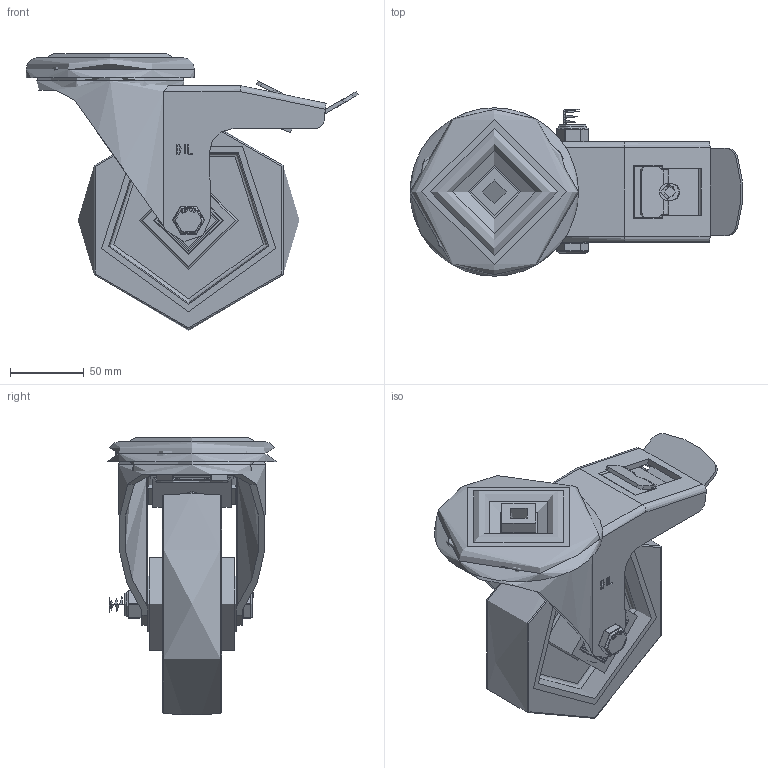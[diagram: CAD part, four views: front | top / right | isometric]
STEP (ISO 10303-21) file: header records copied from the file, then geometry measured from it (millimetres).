
FILE_DESCRIPTION(/* description */ (''),/* implementation_level */ '2;1');
FILE_NAME(/* name */ 'SSMM150NPBJBH16SWB.step',/* time_stamp */ '2024-08-30T14:41:57+01:00',/* author */ (''),/* organization */ (''),/* preprocessor_version */ 'ST-DEVELOPER v20',/* originating_system */ 'Autodesk Translation Framework v13.14.0.145',/* authorisation */ '');
FILE_SCHEMA (('AUTOMOTIVE_DESIGN { 1 0 10303 214 3 1 1 }'));
Length unit declared in the file: millimetre
Products named in the file (36): SSMM150NPBJBH16SWB; SSMM150ASBH16SWB v1; STAINLESS STEEL HEAD; STAINLESS STEEL FORKS; STAINLESS STEEL BRAKE PEDAL; ZINC PLATED, PRESSED STEEL BRAKE PEDAL Geometry; WASHER; BRAKE BOLT; BRAKE PAD; BZH150WNPBJM2060 v1; POLYURETHANE TYRE; NYLON RIM; BEARING6204; BALL BEARINGS; BEARING6204 (1); BALL BEARINGS (1); Component3; INNER; OUTER; MIDDLE; RUBBER; BEARING SPACER; TUBEM20X60SS v1; STAINLESS STEEL TUBE; BOLTM12X90A2 v2; STAINLESS STEEL BOLT; WP20X40X2 v1; NYLON WASHER; Component1; WP20X40X2 v1 (1); NYLON WASHER (1); Component1 (1); NM12NYA2THIN v1; NYLOC STAINLESS STEEL NUT; NUT; RUBBER (1)
Assembly tree (54 placements, depth 5):
  SSMM150NPBJBH16SWB
    SSMM150ASBH16SWB v1
      STAINLESS STEEL HEAD
      STAINLESS STEEL FORKS
      STAINLESS STEEL BRAKE PEDAL
        ZINC PLATED, PRESSED STEEL BRAKE PEDAL Geometry
        WASHER
        BRAKE BOLT
      BRAKE PAD
    BZH150WNPBJM2060 v1
      POLYURETHANE TYRE
      NYLON RIM
      BEARING6204
        INNER
        OUTER
        BALL BEARINGS
          Component3  x8
        MIDDLE
        RUBBER
      BEARING6204 (1)
        BALL BEARINGS (1)
          Component3  x8
        INNER
        OUTER
        MIDDLE
        RUBBER
      BEARING SPACER
    TUBEM20X60SS v1
      STAINLESS STEEL TUBE
    BOLTM12X90A2 v2
      STAINLESS STEEL BOLT
    WP20X40X2 v1
      NYLON WASHER
        Component1
    WP20X40X2 v1 (1)
      NYLON WASHER (1)
        Component1 (1)
    NM12NYA2THIN v1
      NYLOC STAINLESS STEEL NUT
        NUT
        RUBBER (1)
Bounding box: 224.62 x 114 x 187.87 mm (x, y, z)
Volume: 725047 mm3; surface area: 289618 mm2
Topology: 41 solids, 41 shells, 1266 faces, 3239 edges, 2134 vertices
Faces by surface type: plane 543, bspline 359, cylinder 248, sphere 72, torus 32, cone 12
Full cylindrical faces by diameter (mm): 8 x11, 9.836 x18, 10 x1, 10.273 x1, 11.834 x18, 12 x3, 12.2 x2, 12.5 x1, 14 x2, 15.273 x1, 16.2 x1, 17.75 x1, 18.5 x1, 19.9 x1, 20 x3, 21 x2, 24 x1, 27 x2, 28.5 x8, 30.8 x4, 31.3 x4, 32.5 x3, 37.5 x2, 40.3 x4, 40.5 x4, 40.8 x4, 41 x1, 42 x11, 47 x5, 51.5 x1
Entity records: 40442 total; most frequent: CARTESIAN_POINT 18850, ORIENTED_EDGE 4540, DIRECTION 3750, EDGE_CURVE 2270, VERTEX_POINT 1496, AXIS2_PLACEMENT_3D 1325, LINE 1100, VECTOR 1100
